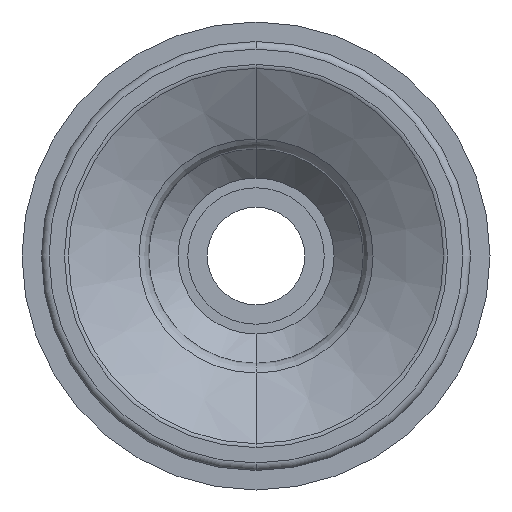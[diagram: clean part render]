
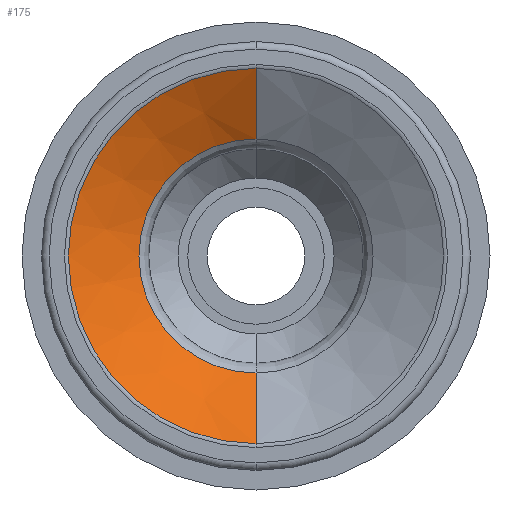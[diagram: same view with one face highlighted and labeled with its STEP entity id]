
A CAD part, front view. The second image highlights one B-rep face of the part: STEP entity #175.
In plain terms, the highlighted conical face has half-angle 60.128 degrees and reference radius 9.623 mm.
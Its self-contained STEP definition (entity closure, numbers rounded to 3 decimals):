
#175=ADVANCED_FACE('',(#440),#441,.F.);
#440=FACE_OUTER_BOUND('',#807,.T.);
#441=CONICAL_SURFACE('',#808,9.623,1.049);
#807=EDGE_LOOP('',(#3508,#3509,#3510,#3511));
#808=AXIS2_PLACEMENT_3D('',#3512,#3513,#3514);
#3508=ORIENTED_EDGE('',*,*,#4284,.T.);
#3509=ORIENTED_EDGE('',*,*,#4344,.T.);
#3510=ORIENTED_EDGE('',*,*,#4345,.F.);
#3511=ORIENTED_EDGE('',*,*,#4346,.F.);
#3512=CARTESIAN_POINT('',(0.0,-18.947,0.0));
#3513=DIRECTION('',(0.0,-1.0,-0.0));
#3514=DIRECTION('',(0.0,0.0,-1.0));
#4284=EDGE_CURVE('',#4671,#4675,#4677,.T.);
#4344=EDGE_CURVE('',#4675,#4758,#4767,.T.);
#4345=EDGE_CURVE('',#4759,#4758,#4768,.T.);
#4346=EDGE_CURVE('',#4671,#4759,#4769,.T.);
#4671=VERTEX_POINT('',#5215);
#4675=VERTEX_POINT('',#5219);
#4677=CIRCLE('',#5221,6.002);
#4758=VERTEX_POINT('',#5314);
#4759=VERTEX_POINT('',#5315);
#4767=LINE('',#5323,#5324);
#4768=CIRCLE('',#5325,9.623);
#4769=LINE('',#5326,#5327);
#5215=CARTESIAN_POINT('',(0.,-16.867,-6.002));
#5219=CARTESIAN_POINT('',(0.0,-16.867,6.002));
#5221=AXIS2_PLACEMENT_3D('',#6797,#6798,#6799);
#5314=CARTESIAN_POINT('',(0.,-18.947,9.623));
#5315=CARTESIAN_POINT('',(0.0,-18.947,-9.623));
#5323=CARTESIAN_POINT('',(0.,-18.947,9.623));
#5324=VECTOR('',#6911,1000.0);
#5325=AXIS2_PLACEMENT_3D('',#6912,#6913,#6914);
#5326=CARTESIAN_POINT('',(0.0,-18.947,-9.623));
#5327=VECTOR('',#6915,1000.0);
#6797=CARTESIAN_POINT('',(0.0,-16.867,0.0));
#6798=DIRECTION('',(0.0,1.0,0.0));
#6799=DIRECTION('',(0.0,0.0,1.0));
#6911=DIRECTION('',(0.,-0.498,0.867));
#6912=CARTESIAN_POINT('',(0.0,-18.947,0.0));
#6913=DIRECTION('',(0.0,1.0,0.0));
#6914=DIRECTION('',(0.0,0.0,1.0));
#6915=DIRECTION('',(0.0,-0.498,-0.867));
